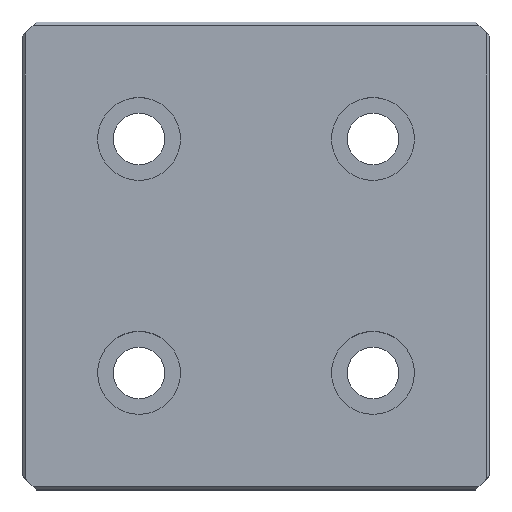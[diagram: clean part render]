
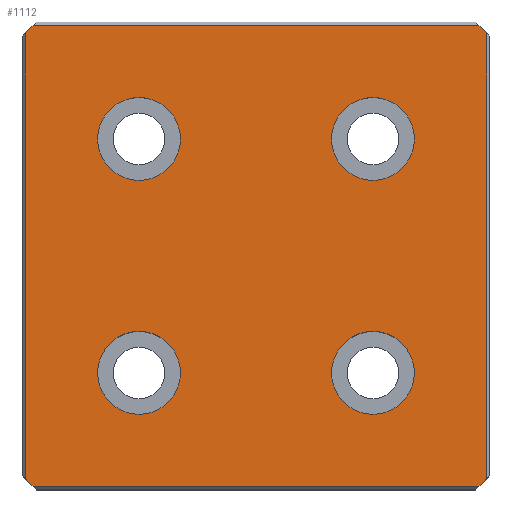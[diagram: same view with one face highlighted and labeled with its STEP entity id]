
A CAD part, top view. The second image highlights one B-rep face of the part: STEP entity #1112.
In plain terms, the highlighted planar face has unit normal (0, 0, 1).
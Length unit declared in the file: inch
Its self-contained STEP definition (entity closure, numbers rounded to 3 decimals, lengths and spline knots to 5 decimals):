
#118=CARTESIAN_POINT('',(-1.01565,2.25,0.75));
#119=VERTEX_POINT('',#118);
#128=CARTESIAN_POINT('',(-0.48435,2.25,0.75));
#129=VERTEX_POINT('',#128);
#130=CARTESIAN_POINT('',(-0.75,2.25,0.75));
#131=DIRECTION('',(0.0,0.0,-1.0));
#132=DIRECTION('',(-1.0,0.0,0.0));
#133=AXIS2_PLACEMENT_3D('',#130,#131,#132);
#134=CIRCLE('',#133,0.26565);
#135=EDGE_CURVE('',#129,#119,#134,.T.);
#202=CARTESIAN_POINT('',(-1.01565,0.75,0.75));
#203=VERTEX_POINT('',#202);
#212=CARTESIAN_POINT('',(-0.48435,0.75,0.75));
#213=VERTEX_POINT('',#212);
#214=CARTESIAN_POINT('',(-0.75,0.75,0.75));
#215=DIRECTION('',(0.0,0.0,-1.0));
#216=DIRECTION('',(-1.0,0.0,0.0));
#217=AXIS2_PLACEMENT_3D('',#214,#215,#216);
#218=CIRCLE('',#217,0.26565);
#219=EDGE_CURVE('',#213,#203,#218,.T.);
#286=CARTESIAN_POINT('',(0.48435,2.25,0.75));
#287=VERTEX_POINT('',#286);
#296=CARTESIAN_POINT('',(1.01565,2.25,0.75));
#297=VERTEX_POINT('',#296);
#298=CARTESIAN_POINT('',(0.75,2.25,0.75));
#299=DIRECTION('',(0.0,0.0,-1.0));
#300=DIRECTION('',(-1.0,0.0,0.0));
#301=AXIS2_PLACEMENT_3D('',#298,#299,#300);
#302=CIRCLE('',#301,0.26565);
#303=EDGE_CURVE('',#297,#287,#302,.T.);
#370=CARTESIAN_POINT('',(0.48435,0.75,0.75));
#371=VERTEX_POINT('',#370);
#380=CARTESIAN_POINT('',(1.01565,0.75,0.75));
#381=VERTEX_POINT('',#380);
#382=CARTESIAN_POINT('',(0.75,0.75,0.75));
#383=DIRECTION('',(0.0,0.0,-1.0));
#384=DIRECTION('',(-1.0,0.0,0.0));
#385=AXIS2_PLACEMENT_3D('',#382,#383,#384);
#386=CIRCLE('',#385,0.26565);
#387=EDGE_CURVE('',#381,#371,#386,.T.);
#490=CARTESIAN_POINT('',(1.43,0.02,0.75));
#491=VERTEX_POINT('',#490);
#540=CARTESIAN_POINT('',(1.48,0.07,0.75));
#541=VERTEX_POINT('',#540);
#548=CARTESIAN_POINT('',(1.48,0.07,0.75));
#549=DIRECTION('',(-0.707,-0.707,0.0));
#550=VECTOR('',#549,0.07071);
#551=LINE('',#548,#550);
#552=EDGE_CURVE('',#541,#491,#551,.T.);
#718=CARTESIAN_POINT('',(-1.43,0.02,0.75));
#719=VERTEX_POINT('',#718);
#720=CARTESIAN_POINT('',(1.43,0.02,0.75));
#721=DIRECTION('',(-1.0,0.0,0.0));
#722=VECTOR('',#721,2.86);
#723=LINE('',#720,#722);
#724=EDGE_CURVE('',#491,#719,#723,.T.);
#741=CARTESIAN_POINT('',(1.48,2.93,0.75));
#742=VERTEX_POINT('',#741);
#782=CARTESIAN_POINT('',(1.43,2.98,0.75));
#783=VERTEX_POINT('',#782);
#790=CARTESIAN_POINT('',(1.43,2.98,0.75));
#791=DIRECTION('',(0.707,-0.707,0.0));
#792=VECTOR('',#791,0.07071);
#793=LINE('',#790,#792);
#794=EDGE_CURVE('',#783,#742,#793,.T.);
#813=CARTESIAN_POINT('',(-1.43,2.98,0.75));
#814=VERTEX_POINT('',#813);
#821=CARTESIAN_POINT('',(-1.43,2.98,0.75));
#822=DIRECTION('',(1.0,0.0,0.0));
#823=VECTOR('',#822,2.86);
#824=LINE('',#821,#823);
#825=EDGE_CURVE('',#814,#783,#824,.T.);
#896=CARTESIAN_POINT('',(-1.48,2.93,0.75));
#897=VERTEX_POINT('',#896);
#904=CARTESIAN_POINT('',(-1.48,2.93,0.75));
#905=DIRECTION('',(0.707,0.707,0.0));
#906=VECTOR('',#905,0.07071);
#907=LINE('',#904,#906);
#908=EDGE_CURVE('',#897,#814,#907,.T.);
#927=CARTESIAN_POINT('',(-1.48,0.07,0.75));
#928=VERTEX_POINT('',#927);
#935=CARTESIAN_POINT('',(-1.48,0.07,0.75));
#936=DIRECTION('',(0.0,1.0,0.0));
#937=VECTOR('',#936,2.86);
#938=LINE('',#935,#937);
#939=EDGE_CURVE('',#928,#897,#938,.T.);
#997=CARTESIAN_POINT('',(-1.43,0.02,0.75));
#998=DIRECTION('',(-0.707,0.707,0.0));
#999=VECTOR('',#998,0.07071);
#1000=LINE('',#997,#999);
#1001=EDGE_CURVE('',#719,#928,#1000,.T.);
#1048=CARTESIAN_POINT('',(1.48,2.93,0.75));
#1049=DIRECTION('',(0.0,-1.0,0.0));
#1050=VECTOR('',#1049,2.86);
#1051=LINE('',#1048,#1050);
#1052=EDGE_CURVE('',#742,#541,#1051,.T.);
#1057=CARTESIAN_POINT('',(1.5,3.,0.75));
#1058=DIRECTION('',(0.0,0.0,-1.0));
#1059=DIRECTION('',(-1.0,0.0,0.0));
#1060=AXIS2_PLACEMENT_3D('',#1057,#1058,#1059);
#1061=PLANE('',#1060);
#1062=ORIENTED_EDGE('',*,*,#552,.F.);
#1063=ORIENTED_EDGE('',*,*,#1052,.F.);
#1064=ORIENTED_EDGE('',*,*,#794,.F.);
#1065=ORIENTED_EDGE('',*,*,#825,.F.);
#1066=ORIENTED_EDGE('',*,*,#908,.F.);
#1067=ORIENTED_EDGE('',*,*,#939,.F.);
#1068=ORIENTED_EDGE('',*,*,#1001,.F.);
#1069=ORIENTED_EDGE('',*,*,#724,.F.);
#1070=EDGE_LOOP('',(#1062,#1063,#1064,#1065,#1066,#1067,#1068,#1069));
#1071=FACE_OUTER_BOUND('',#1070,.T.);
#1072=CARTESIAN_POINT('',(-0.75,2.25,0.75));
#1073=DIRECTION('',(0.0,0.0,-1.0));
#1074=DIRECTION('',(-1.0,0.0,0.0));
#1075=AXIS2_PLACEMENT_3D('',#1072,#1073,#1074);
#1076=CIRCLE('',#1075,0.26565);
#1077=EDGE_CURVE('',#119,#129,#1076,.T.);
#1078=ORIENTED_EDGE('',*,*,#1077,.T.);
#1079=ORIENTED_EDGE('',*,*,#135,.T.);
#1080=EDGE_LOOP('',(#1078,#1079));
#1081=FACE_BOUND('',#1080,.T.);
#1082=CARTESIAN_POINT('',(-0.75,0.75,0.75));
#1083=DIRECTION('',(0.0,0.0,-1.0));
#1084=DIRECTION('',(-1.0,0.0,0.0));
#1085=AXIS2_PLACEMENT_3D('',#1082,#1083,#1084);
#1086=CIRCLE('',#1085,0.26565);
#1087=EDGE_CURVE('',#203,#213,#1086,.T.);
#1088=ORIENTED_EDGE('',*,*,#1087,.T.);
#1089=ORIENTED_EDGE('',*,*,#219,.T.);
#1090=EDGE_LOOP('',(#1088,#1089));
#1091=FACE_BOUND('',#1090,.T.);
#1092=CARTESIAN_POINT('',(0.75,2.25,0.75));
#1093=DIRECTION('',(0.0,0.0,-1.0));
#1094=DIRECTION('',(-1.0,0.0,0.0));
#1095=AXIS2_PLACEMENT_3D('',#1092,#1093,#1094);
#1096=CIRCLE('',#1095,0.26565);
#1097=EDGE_CURVE('',#287,#297,#1096,.T.);
#1098=ORIENTED_EDGE('',*,*,#1097,.T.);
#1099=ORIENTED_EDGE('',*,*,#303,.T.);
#1100=EDGE_LOOP('',(#1098,#1099));
#1101=FACE_BOUND('',#1100,.T.);
#1102=CARTESIAN_POINT('',(0.75,0.75,0.75));
#1103=DIRECTION('',(0.0,0.0,-1.0));
#1104=DIRECTION('',(-1.0,0.0,0.0));
#1105=AXIS2_PLACEMENT_3D('',#1102,#1103,#1104);
#1106=CIRCLE('',#1105,0.26565);
#1107=EDGE_CURVE('',#371,#381,#1106,.T.);
#1108=ORIENTED_EDGE('',*,*,#1107,.T.);
#1109=ORIENTED_EDGE('',*,*,#387,.T.);
#1110=EDGE_LOOP('',(#1108,#1109));
#1111=FACE_BOUND('',#1110,.T.);
#1112=ADVANCED_FACE('',(#1071,#1081,#1091,#1101,#1111),#1061,.F.);
